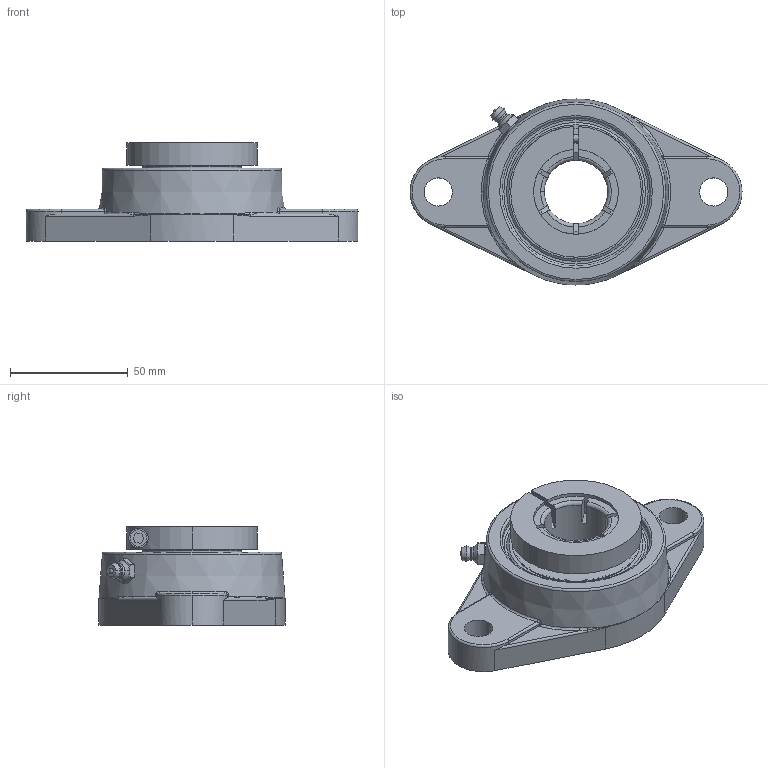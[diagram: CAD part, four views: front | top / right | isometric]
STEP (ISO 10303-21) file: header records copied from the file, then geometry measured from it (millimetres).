
FILE_DESCRIPTION(('HOOPS Exchange Step'),'2;1');
FILE_NAME('export-633D48BF-B9B1-4522-BE70-C839202A8639.stp','2019-12-13T09:39:26-08:00',('ibuslach'),('Alibre'),'HOOPS Exchange 2019.2','Alibre','Unknown authorisation');
FILE_SCHEMA( ('AP242_MANAGED_MODEL_BASED_3D_ENGINEERING_MIM_LF {1 0 10303 442 1 1 4 }') );
Length unit declared in the file: centimetre
Products named in the file (8): MRN SFT 206 (NO LETTERING); UCP ZERK 5mm; SUE 206 LOCK RING; SUE 204 BOLT; SUE 206 SHIELD; SUE 206-17 RACES; MRN SUE 206-17; MRN SUEFT 206-17
Assembly tree (8 placements, depth 3):
  MRN SUEFT 206-17
    MRN SFT 206 (NO LETTERING)
    UCP ZERK 5mm
    MRN SUE 206-17
      SUE 206 LOCK RING
      SUE 204 BOLT
      SUE 206 SHIELD  x2
      SUE 206-17 RACES
Bounding box: 141 x 79 x 41.7 mm (x, y, z)
Volume: 133051.5 mm3; surface area: 53658.2 mm2
Topology: 8 solids, 8 shells, 258 faces, 695 edges, 447 vertices
Faces by surface type: plane 81, cylinder 67, torus 38, bspline 34, cone 29, sphere 9
Full cylindrical faces by diameter (mm): 1.478 x2, 3.242 x2, 4 x1, 5 x2, 7 x1, 8.25 x1, 12 x2, 26.988 x1, 42 x4, 42.508 x2, 52 x2, 54 x2, 63.017 x1, 65.017 x1
Entity records: 16683 total; most frequent: CARTESIAN_POINT 10308, ORIENTED_EDGE 1330, DIRECTION 1290, EDGE_CURVE 665, AXIS2_PLACEMENT_3D 538, VERTEX_POINT 433, CIRCLE 297, EDGE_LOOP 278
